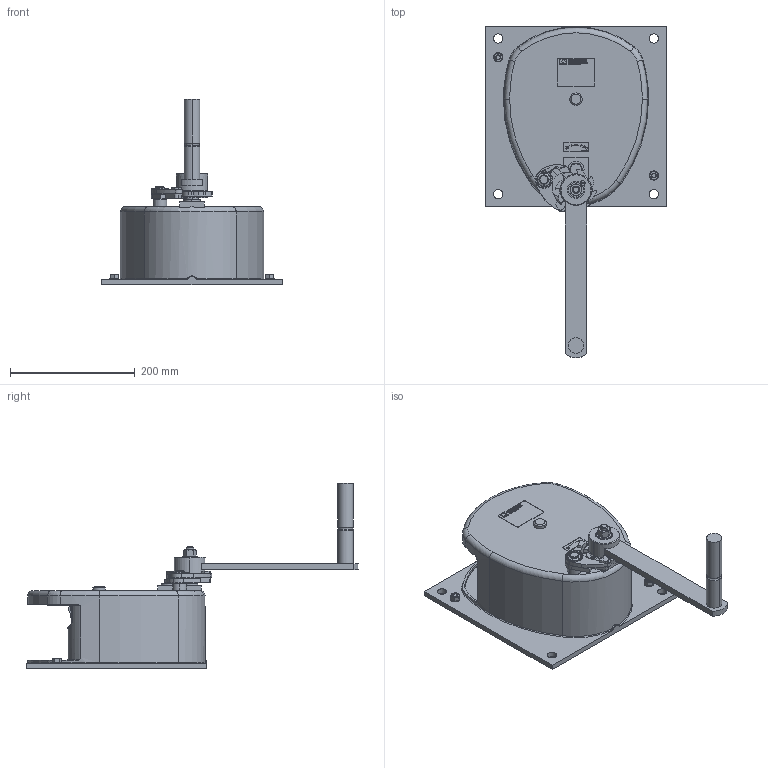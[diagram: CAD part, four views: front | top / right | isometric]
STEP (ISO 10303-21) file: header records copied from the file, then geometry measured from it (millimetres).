
FILE_DESCRIPTION(('CoCreate Modeling STEP Export'),'2;1');
FILE_NAME('200815.stp','2009-10-28T 8:58:40',(''),(''),'CoCreate Modeling STEP processor for AP214 (Solid Model)','CoCreate Modeling 16.00A 16-Aug-2008 (C) Parametric Technology GmbH','');
FILE_SCHEMA(('AUTOMOTIVE_DESIGN { 1 0 10303 214 1 1 1 1 }'));
Length unit declared in the file: millimetre
Products named in the file (4): Gehäuse; Seiltrommel; Sicherheitskurbel_101397; Seilwinde_200815
Assembly tree (3 placements, depth 2):
  Seilwinde_200815
    Sicherheitskurbel_101397
    Seiltrommel
    Gehäuse
Bounding box: 290 x 533.01 x 297.93 mm (x, y, z)
Volume: 1371913 mm3; surface area: 707198.4 mm2
Topology: 5 solids, 6 shells, 1067 faces, 6093 edges, 5227 vertices
Faces by surface type: cylinder 495, plane 372, cone 109, torus 73, bspline 15, extrusion 3
Entity records: 70847 total; most frequent: CARTESIAN_POINT 22379, ORIENTED_EDGE 12188, DIRECTION 7598, EDGE_CURVE 6089, VERTEX_POINT 5227, VECTOR 4510, LINE 4506, AXIS2_PLACEMENT_3D 1544
